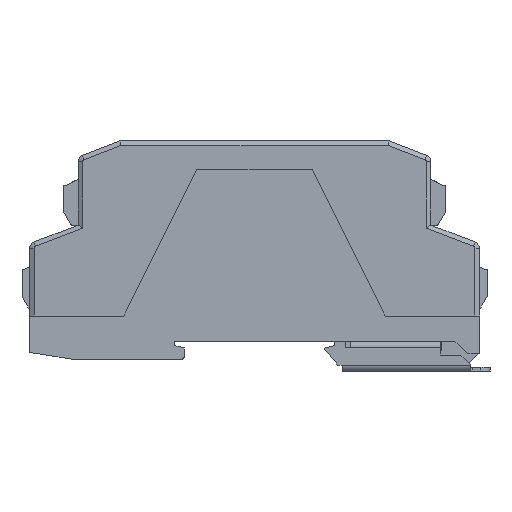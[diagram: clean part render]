
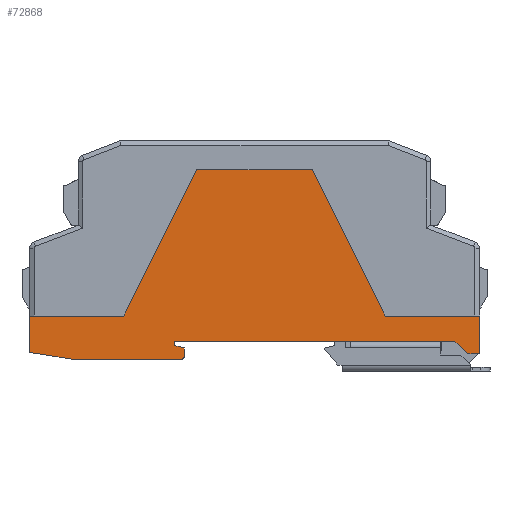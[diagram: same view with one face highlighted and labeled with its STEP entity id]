
A CAD part, left-side view. The second image highlights one B-rep face of the part: STEP entity #72868.
In plain terms, the highlighted face is planar.
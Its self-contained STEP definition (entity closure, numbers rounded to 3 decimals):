
#2702=CIRCLE('',#77493,0.5);
#7004=VERTEX_POINT('',#108470);
#7005=VERTEX_POINT('',#108472);
#7019=VERTEX_POINT('',#108506);
#7020=VERTEX_POINT('',#108508);
#7039=VERTEX_POINT('',#108558);
#7043=VERTEX_POINT('',#108567);
#7102=VERTEX_POINT('',#108717);
#7103=VERTEX_POINT('',#108719);
#7151=VERTEX_POINT('',#108880);
#7161=VERTEX_POINT('',#108908);
#7162=VERTEX_POINT('',#108909);
#7163=VERTEX_POINT('',#108912);
#7164=VERTEX_POINT('',#108916);
#7165=VERTEX_POINT('',#108918);
#7166=VERTEX_POINT('',#108920);
#7167=VERTEX_POINT('',#108923);
#15227=VECTOR('',#88478,1.);
#15242=VECTOR('',#88502,1.);
#15271=VECTOR('',#88541,1.);
#15337=VECTOR('',#88641,1.);
#15412=VECTOR('',#88772,1.);
#15423=VECTOR('',#88792,1.);
#15424=VECTOR('',#88793,1.);
#15425=VECTOR('',#88794,1.);
#15426=VECTOR('',#88795,1.);
#15427=VECTOR('',#88796,1.);
#15428=VECTOR('',#88797,1.);
#15429=VECTOR('',#88798,1.);
#15430=VECTOR('',#88799,1.);
#15431=VECTOR('',#88802,1.);
#15432=VECTOR('',#88803,1.);
#24496=LINE('',#108471,#15227);
#24511=LINE('',#108507,#15242);
#24540=LINE('',#108568,#15271);
#24606=LINE('',#108718,#15337);
#24681=LINE('',#108881,#15412);
#24692=LINE('',#108907,#15423);
#24693=LINE('',#108910,#15424);
#24694=LINE('',#108911,#15425);
#24695=LINE('',#108913,#15426);
#24696=LINE('',#108914,#15427);
#24697=LINE('',#108915,#15428);
#24698=LINE('',#108917,#15429);
#24699=LINE('',#108919,#15430);
#24700=LINE('',#108922,#15431);
#24701=LINE('',#108924,#15432);
#34676=EDGE_CURVE('',#7004,#7005,#24496,.T.);
#34693=EDGE_CURVE('',#7020,#7019,#24511,.T.);
#34723=EDGE_CURVE('',#7039,#7043,#24540,.T.);
#34795=EDGE_CURVE('',#7103,#7102,#24606,.T.);
#34880=EDGE_CURVE('',#7151,#7019,#24681,.T.);
#34893=EDGE_CURVE('',#7161,#7162,#24692,.T.);
#34894=EDGE_CURVE('',#7162,#7039,#24693,.T.);
#34895=EDGE_CURVE('',#7163,#7043,#24694,.T.);
#34896=EDGE_CURVE('',#7163,#7103,#24695,.T.);
#34897=EDGE_CURVE('',#7102,#7005,#24696,.T.);
#34898=EDGE_CURVE('',#7004,#7164,#24697,.T.);
#34899=EDGE_CURVE('',#7164,#7165,#24698,.T.);
#34900=EDGE_CURVE('',#7165,#7166,#24699,.T.);
#34901=EDGE_CURVE('',#7020,#7166,#2702,.T.);
#34902=EDGE_CURVE('',#7167,#7151,#24700,.T.);
#34903=EDGE_CURVE('',#7167,#7161,#24701,.T.);
#51504=ORIENTED_EDGE('',*,*,#34893,.T.);
#51505=ORIENTED_EDGE('',*,*,#34894,.T.);
#51506=ORIENTED_EDGE('',*,*,#34723,.T.);
#51507=ORIENTED_EDGE('',*,*,#34895,.F.);
#51508=ORIENTED_EDGE('',*,*,#34896,.T.);
#51509=ORIENTED_EDGE('',*,*,#34795,.T.);
#51510=ORIENTED_EDGE('',*,*,#34897,.T.);
#51511=ORIENTED_EDGE('',*,*,#34676,.F.);
#51512=ORIENTED_EDGE('',*,*,#34898,.T.);
#51513=ORIENTED_EDGE('',*,*,#34899,.T.);
#51514=ORIENTED_EDGE('',*,*,#34900,.T.);
#51515=ORIENTED_EDGE('',*,*,#34901,.F.);
#51516=ORIENTED_EDGE('',*,*,#34693,.T.);
#51517=ORIENTED_EDGE('',*,*,#34880,.F.);
#51518=ORIENTED_EDGE('',*,*,#34902,.F.);
#51519=ORIENTED_EDGE('',*,*,#34903,.T.);
#64313=EDGE_LOOP('',(#51504,#51505,#51506,#51507,#51508,#51509,#51510,#51511,
#51512,#51513,#51514,#51515,#51516,#51517,#51518,#51519));
#68669=FACE_BOUND('',#64313,.T.);
#72868=ADVANCED_FACE('',(#68669),#121148,.T.);
#77492=AXIS2_PLACEMENT_3D('',#108906,#88791,$);
#77493=AXIS2_PLACEMENT_3D('',#108921,#88800,#88801);
#88478=DIRECTION('',(-1.,0.,0.));
#88502=DIRECTION('',(0.,1.,0.));
#88541=DIRECTION('',(0.,1.,0.));
#88641=DIRECTION('',(1.,0.,0.));
#88772=DIRECTION('',(-0.966,-0.259,0.));
#88791=DIRECTION('',(0.,0.,-1.));
#88792=DIRECTION('',(-0.707,-0.707,0.));
#88793=DIRECTION('',(-1.,0.,0.));
#88794=DIRECTION('',(-1.,0.,0.));
#88795=DIRECTION('',(0.446,0.895,0.));
#88796=DIRECTION('',(0.446,-0.895,0.));
#88797=DIRECTION('',(0.,-1.,0.));
#88798=DIRECTION('',(-0.988,-0.158,0.));
#88799=DIRECTION('',(-1.,0.,0.));
#88800=DIRECTION('',(0.,0.,1.));
#88801=DIRECTION('',(0.5,0.,0.));
#88802=DIRECTION('',(0.,-1.,0.));
#88803=DIRECTION('',(-1.,0.,0.));
#108470=CARTESIAN_POINT('',(49.5,76.5,-11.3));
#108471=CARTESIAN_POINT('',(0.,76.5,-11.3));
#108472=CARTESIAN_POINT('',(28.75,76.5,-11.3));
#108506=CARTESIAN_POINT('',(15.5,69.464,-11.3));
#108507=CARTESIAN_POINT('',(15.5,0.,-11.3));
#108508=CARTESIAN_POINT('',(15.5,67.5,-11.3));
#108558=CARTESIAN_POINT('',(-49.5,68.15,-11.3));
#108567=CARTESIAN_POINT('',(-49.5,76.5,-11.3));
#108568=CARTESIAN_POINT('',(-49.5,0.,-11.3));
#108717=CARTESIAN_POINT('',(12.7,108.7,-11.3));
#108718=CARTESIAN_POINT('',(0.,108.7,-11.3));
#108719=CARTESIAN_POINT('',(-12.7,108.7,-11.3));
#108880=CARTESIAN_POINT('',(17.5,70.,-11.3));
#108881=CARTESIAN_POINT('',(0.,65.311,-11.3));
#108906=CARTESIAN_POINT('',(-46.945,73.001,-11.3));
#108907=CARTESIAN_POINT('',(-115.077,0.,-11.3));
#108908=CARTESIAN_POINT('',(-44.077,71.,-11.3));
#108909=CARTESIAN_POINT('',(-46.927,68.15,-11.3));
#108910=CARTESIAN_POINT('',(0.,68.15,-11.3));
#108911=CARTESIAN_POINT('',(0.,76.5,-11.3));
#108912=CARTESIAN_POINT('',(-28.75,76.5,-11.3));
#108913=CARTESIAN_POINT('',(-66.881,0.,-11.3));
#108914=CARTESIAN_POINT('',(66.881,0.,-11.3));
#108915=CARTESIAN_POINT('',(49.5,0.,-11.3));
#108916=CARTESIAN_POINT('',(49.5,68.5,-11.3));
#108917=CARTESIAN_POINT('',(0.,60.601,-11.3));
#108918=CARTESIAN_POINT('',(40.1,67.,-11.3));
#108919=CARTESIAN_POINT('',(0.,67.,-11.3));
#108920=CARTESIAN_POINT('',(16.,67.,-11.3));
#108921=CARTESIAN_POINT('',(16.,67.5,-11.3));
#108922=CARTESIAN_POINT('',(17.5,0.,-11.3));
#108923=CARTESIAN_POINT('',(17.5,71.,-11.3));
#108924=CARTESIAN_POINT('',(0.,71.,-11.3));
#121148=PLANE('',#77492);
